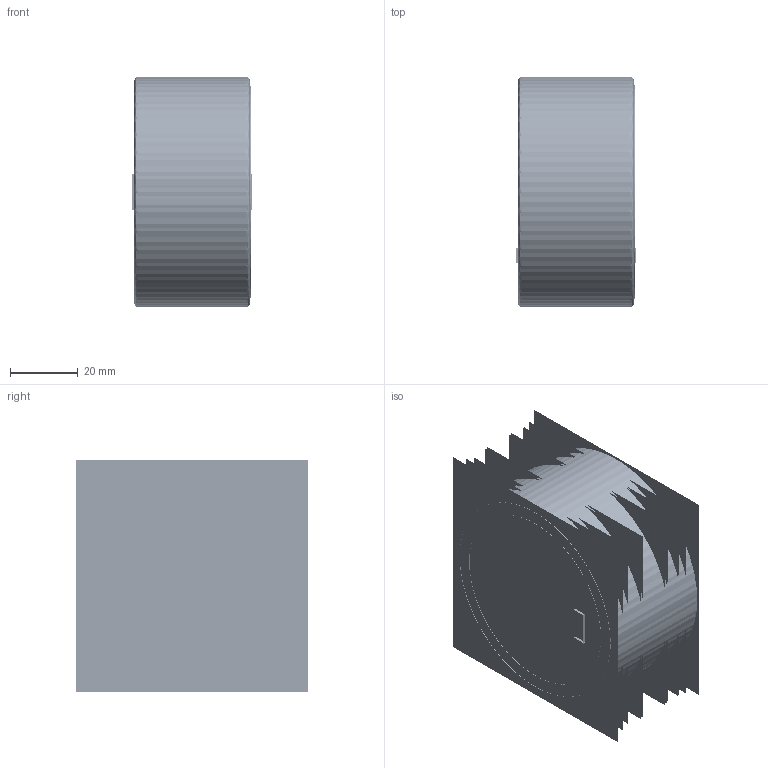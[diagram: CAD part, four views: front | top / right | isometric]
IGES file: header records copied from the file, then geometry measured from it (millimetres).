
Start section:  PTC IGES file: fnd463z.igs
Global section: file name: fnd463z.igs; native system: Creo Parametric by Parametric Technology Corporation; preprocessor: 2013150; author: sales 4; organization: Unknown; date: 20140325.144135; units: millimetre
Bounding box: 35.36 x 68.64 x 68.66 mm (x, y, z)
Volume: 79095.6 mm3; surface area: 755442.7 mm2
Topology: 68 solids, 68 shells, 7050 faces, 36828 edges, 46144 vertices
Faces by surface type: bspline 4128, revolution 2922
